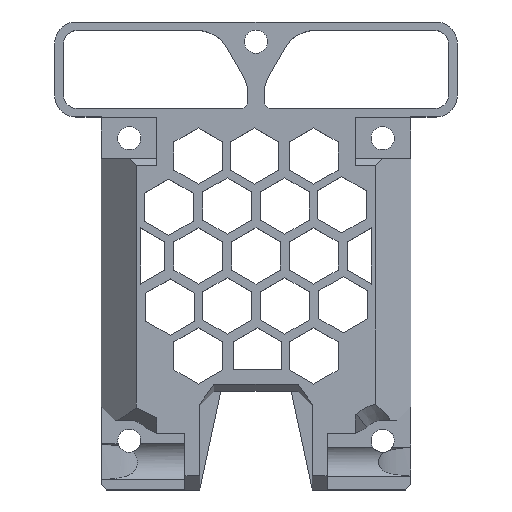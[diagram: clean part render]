
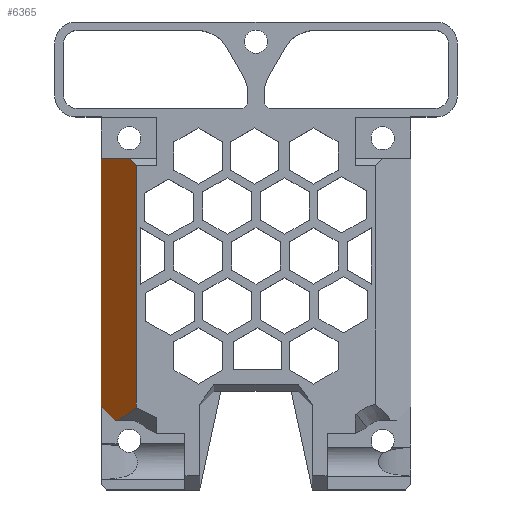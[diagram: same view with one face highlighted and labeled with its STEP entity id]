
A CAD part, top view. The second image highlights one B-rep face of the part: STEP entity #6365.
In plain terms, the highlighted planar face has unit normal (-0.707, 0, 0.707).
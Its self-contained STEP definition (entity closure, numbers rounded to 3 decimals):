
#388=PLANE('',#6697);
#686=FACE_OUTER_BOUND('',#1045,.T.);
#1045=EDGE_LOOP('',(#5617,#5618,#5619,#5620,#5621,#5622,#5623));
#1655=LINE('',#10611,#2373);
#1668=LINE('',#10646,#2386);
#1680=LINE('',#10669,#2398);
#1711=LINE('',#10730,#2429);
#1720=LINE('',#10745,#2438);
#1787=LINE('',#10896,#2505);
#1789=LINE('',#10913,#2507);
#2373=VECTOR('',#7676,1000.);
#2386=VECTOR('',#7703,1000.);
#2398=VECTOR('',#7725,1000.);
#2429=VECTOR('',#7776,1000.);
#2438=VECTOR('',#7789,1000.);
#2505=VECTOR('',#7902,1000.);
#2507=VECTOR('',#7934,1000.);
#3126=VERTEX_POINT('',#10550);
#3152=VERTEX_POINT('',#10608);
#3153=VERTEX_POINT('',#10610);
#3164=VERTEX_POINT('',#10643);
#3165=VERTEX_POINT('',#10645);
#3195=VERTEX_POINT('',#10743);
#3256=VERTEX_POINT('',#10894);
#3955=EDGE_CURVE('',#3152,#3153,#1655,.T.);
#3971=EDGE_CURVE('',#3164,#3165,#1668,.T.);
#3983=EDGE_CURVE('',#3165,#3126,#1680,.T.);
#4016=EDGE_CURVE('',#3126,#3152,#1711,.T.);
#4025=EDGE_CURVE('',#3195,#3164,#1720,.T.);
#4097=EDGE_CURVE('',#3256,#3195,#1787,.T.);
#4111=EDGE_CURVE('',#3153,#3256,#1789,.T.);
#5617=ORIENTED_EDGE('',*,*,#3955,.F.);
#5618=ORIENTED_EDGE('',*,*,#4016,.F.);
#5619=ORIENTED_EDGE('',*,*,#3983,.F.);
#5620=ORIENTED_EDGE('',*,*,#3971,.F.);
#5621=ORIENTED_EDGE('',*,*,#4025,.F.);
#5622=ORIENTED_EDGE('',*,*,#4097,.F.);
#5623=ORIENTED_EDGE('',*,*,#4111,.F.);
#6365=ADVANCED_FACE('',(#686),#388,.F.);
#6697=AXIS2_PLACEMENT_3D('',#10924,#7946,#7947);
#7676=DIRECTION('',(0.707,0.,0.707));
#7703=DIRECTION('',(-0.707,0.,-0.707));
#7725=DIRECTION('',(-0.577,0.577,-0.577));
#7776=DIRECTION('',(0.,1.,0.));
#7789=DIRECTION('',(-0.645,-0.408,-0.645));
#7902=DIRECTION('',(0.,-1.,0.));
#7934=DIRECTION('',(0.577,-0.577,0.577));
#7946=DIRECTION('center_axis',(0.707,0.,-0.707));
#7947=DIRECTION('ref_axis',(0.,-1.,0.));
#10550=CARTESIAN_POINT('',(58.,-23.95,-38.5));
#10608=CARTESIAN_POINT('',(58.,11.25,-38.5));
#10610=CARTESIAN_POINT('',(62.,11.25,-34.5));
#10611=CARTESIAN_POINT('',(54.5,11.25,-42.));
#10643=CARTESIAN_POINT('',(60.25,-25.95,-36.25));
#10645=CARTESIAN_POINT('',(60.,-25.95,-36.5));
#10646=CARTESIAN_POINT('',(63.,-25.95,-33.5));
#10669=CARTESIAN_POINT('',(59.667,-25.617,-36.833));
#10730=CARTESIAN_POINT('',(58.,-30.85,-38.5));
#10743=CARTESIAN_POINT('',(63.,-24.211,-33.5));
#10745=CARTESIAN_POINT('',(59.785,-26.244,-36.715));
#10894=CARTESIAN_POINT('',(63.,10.25,-33.5));
#10896=CARTESIAN_POINT('',(63.,-2.6,-33.5));
#10913=CARTESIAN_POINT('',(68.667,4.583,-27.833));
#10924=CARTESIAN_POINT('Origin',(63.,-2.6,-33.5));
